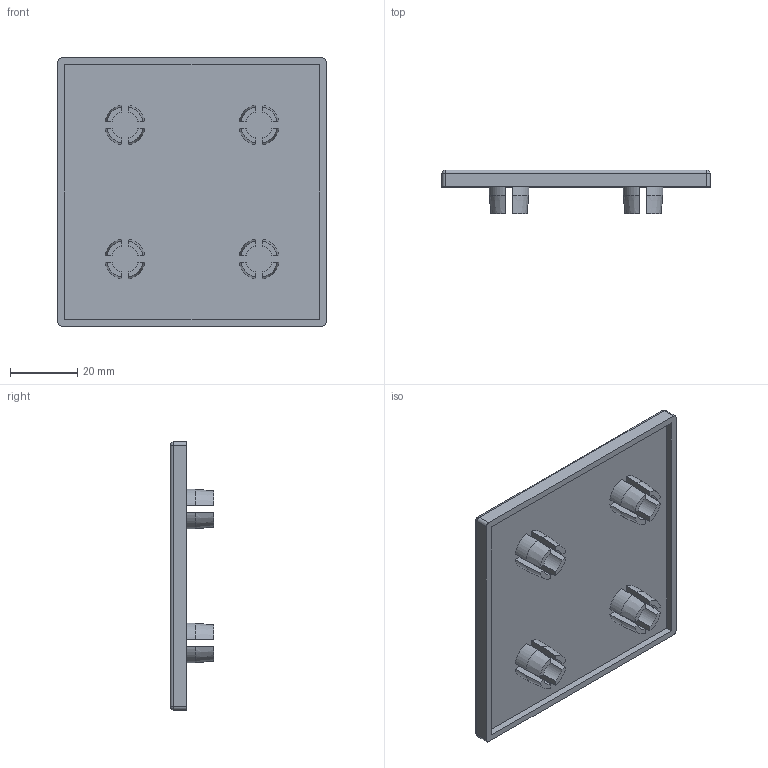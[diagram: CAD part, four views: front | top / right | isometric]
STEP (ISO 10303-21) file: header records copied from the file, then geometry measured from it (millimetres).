
FILE_DESCRIPTION (( 'STEP AP214' ), '1' );
FILE_NAME ('SNSD.30.50.42. Çàãëóøêà òîðöåâàÿ 80x80(A46).STEP', '2014-11-20T08:36:57', ( 'XTreme.ws' ), ( 'XTreme.ws' ), 'SwSTEP 2.0', 'SolidWorks 2014', '' );
FILE_SCHEMA (( 'AUTOMOTIVE_DESIGN' ));
Length unit declared in the file: millimetre
Products named in the file (1): SNSD.30.50.42. Çàãëóøêà òîðöåâàÿ 80x80(A46)
Bounding box: 80 x 13 x 80 mm (x, y, z)
Volume: 22087.1 mm3; surface area: 17249.9 mm2
Topology: 1 solids, 1 shells, 119 faces, 292 edges, 188 vertices
Faces by surface type: plane 59, cylinder 40, cone 16, sphere 4
Entity records: 3644 total; most frequent: CARTESIAN_POINT 788, DIRECTION 592, ORIENTED_EDGE 576, EDGE_CURVE 288, AXIS2_PLACEMENT_3D 216, VERTEX_POINT 188, LINE 160, VECTOR 160
